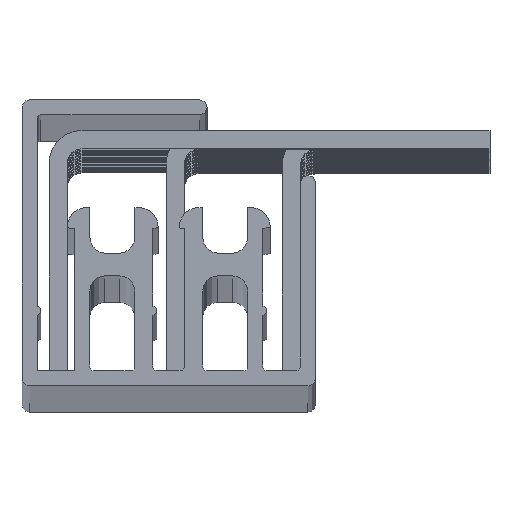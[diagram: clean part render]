
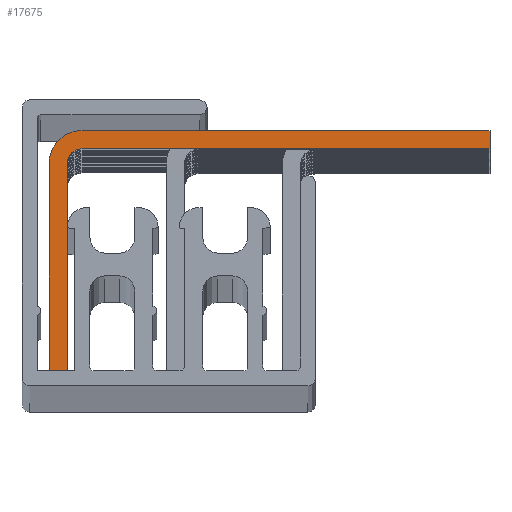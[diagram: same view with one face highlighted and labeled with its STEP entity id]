
A CAD part, top view. The second image highlights one B-rep face of the part: STEP entity #17675.
In plain terms, the highlighted planar face has unit normal (0, 0, 1).
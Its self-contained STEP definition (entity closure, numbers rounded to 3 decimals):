
#6529=DIRECTION('',(1.,0.,0.));
#6530=VECTOR('',#6529,1.2);
#6531=CARTESIAN_POINT('',(-7.955,1.,957.));
#6532=LINE('',#6531,#6530);
#6533=DIRECTION('',(0.,-1.,0.));
#6534=VECTOR('',#6533,13.8);
#6535=CARTESIAN_POINT('',(-7.955,14.8,957.));
#6536=LINE('',#6535,#6534);
#6537=CARTESIAN_POINT('',(-5.755,14.8,957.));
#6538=DIRECTION('',(0.,0.,1.));
#6539=DIRECTION('',(0.,1.,0.));
#6540=AXIS2_PLACEMENT_3D('',#6537,#6538,#6539);
#6542=DIRECTION('',(-1.,0.,0.));
#6543=VECTOR('',#6542,27.104);
#6544=CARTESIAN_POINT('',(21.349,17.,957.));
#6545=LINE('',#6544,#6543);
#6546=DIRECTION('',(0.,1.,0.));
#6547=VECTOR('',#6546,1.2);
#6548=CARTESIAN_POINT('',(21.349,15.8,957.));
#6549=LINE('',#6548,#6547);
#6550=DIRECTION('',(1.,0.,0.));
#6551=VECTOR('',#6550,27.104);
#6552=CARTESIAN_POINT('',(-5.755,15.8,957.));
#6553=LINE('',#6552,#6551);
#6554=CARTESIAN_POINT('',(-5.755,14.8,957.));
#6555=DIRECTION('',(0.,0.,-1.));
#6556=DIRECTION('',(-1.,0.,0.));
#6557=AXIS2_PLACEMENT_3D('',#6554,#6555,#6556);
#6559=DIRECTION('',(0.,1.,0.));
#6560=VECTOR('',#6559,13.8);
#6561=CARTESIAN_POINT('',(-6.755,1.,957.));
#6562=LINE('',#6561,#6560);
#8079=CARTESIAN_POINT('',(-6.755,14.8,957.));
#8080=CARTESIAN_POINT('',(-5.755,15.8,957.));
#8081=VERTEX_POINT('',#8079);
#8082=VERTEX_POINT('',#8080);
#8083=CARTESIAN_POINT('',(21.349,15.8,957.));
#8084=VERTEX_POINT('',#8083);
#8085=CARTESIAN_POINT('',(21.349,17.,957.));
#8086=VERTEX_POINT('',#8085);
#8087=CARTESIAN_POINT('',(-5.755,17.,957.));
#8088=VERTEX_POINT('',#8087);
#8089=CARTESIAN_POINT('',(-7.955,14.8,957.));
#8090=VERTEX_POINT('',#8089);
#8667=CARTESIAN_POINT('',(-7.955,1.,957.));
#8668=CARTESIAN_POINT('',(-6.755,1.,957.));
#8669=VERTEX_POINT('',#8667);
#8670=VERTEX_POINT('',#8668);
#17654=CARTESIAN_POINT('',(0.,0.,957.));
#17655=DIRECTION('',(0.,0.,1.));
#17656=DIRECTION('',(0.,-1.,0.));
#17657=AXIS2_PLACEMENT_3D('',#17654,#17655,#17656);
#17658=PLANE('',#17657);
#17659=ORIENTED_EDGE('',*,*,#8723,.F.);
#17661=ORIENTED_EDGE('',*,*,#17660,.F.);
#17663=ORIENTED_EDGE('',*,*,#17662,.F.);
#17665=ORIENTED_EDGE('',*,*,#17664,.F.);
#17667=ORIENTED_EDGE('',*,*,#17666,.F.);
#17669=ORIENTED_EDGE('',*,*,#17668,.F.);
#17671=ORIENTED_EDGE('',*,*,#17670,.F.);
#17672=ORIENTED_EDGE('',*,*,#17646,.F.);
#17673=EDGE_LOOP('',(#17659,#17661,#17663,#17665,#17667,#17669,#17671,#17672));
#17674=FACE_OUTER_BOUND('',#17673,.F.);
#17675=ADVANCED_FACE('',(#17674),#17658,.T.);
#6541=CIRCLE('',#6540,2.2);
#6558=CIRCLE('',#6557,1.);
#8723=EDGE_CURVE('',#8669,#8670,#6532,.T.);
#17646=EDGE_CURVE('',#8670,#8081,#6562,.T.);
#17660=EDGE_CURVE('',#8090,#8669,#6536,.T.);
#17662=EDGE_CURVE('',#8088,#8090,#6541,.T.);
#17664=EDGE_CURVE('',#8086,#8088,#6545,.T.);
#17666=EDGE_CURVE('',#8084,#8086,#6549,.T.);
#17668=EDGE_CURVE('',#8082,#8084,#6553,.T.);
#17670=EDGE_CURVE('',#8081,#8082,#6558,.T.);
